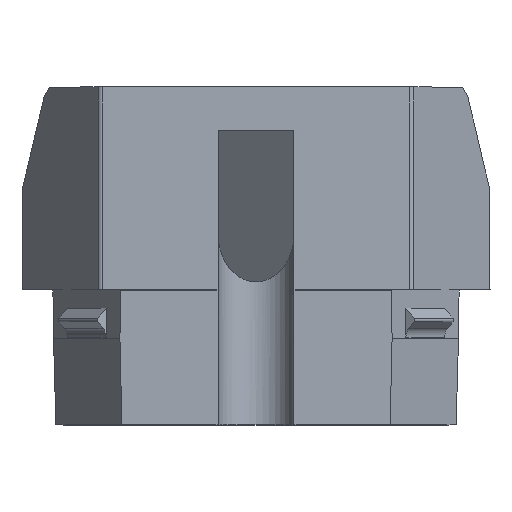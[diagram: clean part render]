
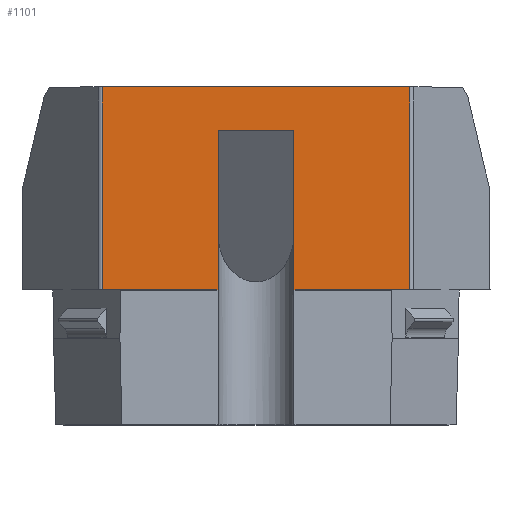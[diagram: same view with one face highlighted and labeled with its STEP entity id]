
A CAD part, top view. The second image highlights one B-rep face of the part: STEP entity #1101.
In plain terms, the highlighted planar face has unit normal (0, 0, 1).
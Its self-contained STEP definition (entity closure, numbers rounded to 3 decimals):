
#76=FACE_OUTER_BOUND('',#138,.T.);
#138=EDGE_LOOP('',(#820,#821,#822,#823,#824,#825,#826,#827));
#237=LINE('',#1690,#371);
#240=LINE('',#1696,#374);
#246=LINE('',#1709,#380);
#247=LINE('',#1712,#381);
#248=LINE('',#1714,#382);
#249=LINE('',#1716,#383);
#250=LINE('',#1718,#384);
#251=LINE('',#1719,#385);
#371=VECTOR('',#1354,10.);
#374=VECTOR('',#1359,10.);
#380=VECTOR('',#1371,10.);
#381=VECTOR('',#1374,10.);
#382=VECTOR('',#1375,10.);
#383=VECTOR('',#1376,10.);
#384=VECTOR('',#1377,10.);
#385=VECTOR('',#1378,10.);
#504=VERTEX_POINT('',#1687);
#505=VERTEX_POINT('',#1689);
#507=VERTEX_POINT('',#1695);
#511=VERTEX_POINT('',#1707);
#512=VERTEX_POINT('',#1711);
#513=VERTEX_POINT('',#1713);
#514=VERTEX_POINT('',#1715);
#515=VERTEX_POINT('',#1717);
#623=EDGE_CURVE('',#505,#504,#237,.T.);
#626=EDGE_CURVE('',#504,#507,#240,.T.);
#633=EDGE_CURVE('',#507,#511,#246,.T.);
#634=EDGE_CURVE('',#512,#511,#247,.T.);
#635=EDGE_CURVE('',#513,#512,#248,.T.);
#636=EDGE_CURVE('',#514,#513,#249,.T.);
#637=EDGE_CURVE('',#515,#514,#250,.T.);
#638=EDGE_CURVE('',#505,#515,#251,.T.);
#820=ORIENTED_EDGE('',*,*,#623,.T.);
#821=ORIENTED_EDGE('',*,*,#626,.T.);
#822=ORIENTED_EDGE('',*,*,#633,.T.);
#823=ORIENTED_EDGE('',*,*,#634,.F.);
#824=ORIENTED_EDGE('',*,*,#635,.F.);
#825=ORIENTED_EDGE('',*,*,#636,.F.);
#826=ORIENTED_EDGE('',*,*,#637,.F.);
#827=ORIENTED_EDGE('',*,*,#638,.F.);
#1048=PLANE('',#1188);
#1101=ADVANCED_FACE('',(#76),#1048,.T.);
#1188=AXIS2_PLACEMENT_3D('',#1710,#1372,#1373);
#1354=DIRECTION('',(0.,1.,0.));
#1359=DIRECTION('',(1.,0.,0.));
#1371=DIRECTION('',(0.,-1.,0.));
#1372=DIRECTION('center_axis',(0.,0.,1.));
#1373=DIRECTION('ref_axis',(-1.,0.,0.));
#1374=DIRECTION('',(-1.,0.,0.));
#1375=DIRECTION('',(0.,-1.,0.));
#1376=DIRECTION('',(1.,0.,0.));
#1377=DIRECTION('',(0.,1.,0.));
#1378=DIRECTION('',(-1.,0.,0.));
#1687=CARTESIAN_POINT('',(-3.,11.795,6.57));
#1689=CARTESIAN_POINT('',(-3.,-0.8,6.57));
#1690=CARTESIAN_POINT('',(-3.,-5.836,6.57));
#1695=CARTESIAN_POINT('',(3.,11.795,6.57));
#1696=CARTESIAN_POINT('',(6.034,11.795,6.57));
#1707=CARTESIAN_POINT('',(3.,-0.8,6.57));
#1709=CARTESIAN_POINT('',(3.,-5.836,6.57));
#1710=CARTESIAN_POINT('Origin',(12.067,-0.2,6.57));
#1711=CARTESIAN_POINT('',(12.143,-0.8,6.57));
#1712=CARTESIAN_POINT('',(6.034,-0.8,6.57));
#1713=CARTESIAN_POINT('',(12.143,15.2,6.57));
#1714=CARTESIAN_POINT('',(12.143,-0.2,6.57));
#1715=CARTESIAN_POINT('',(-12.143,15.2,6.57));
#1716=CARTESIAN_POINT('',(6.072,15.2,6.57));
#1717=CARTESIAN_POINT('',(-12.143,-0.8,6.57));
#1718=CARTESIAN_POINT('',(-12.143,-0.8,6.57));
#1719=CARTESIAN_POINT('',(6.034,-0.8,6.57));
